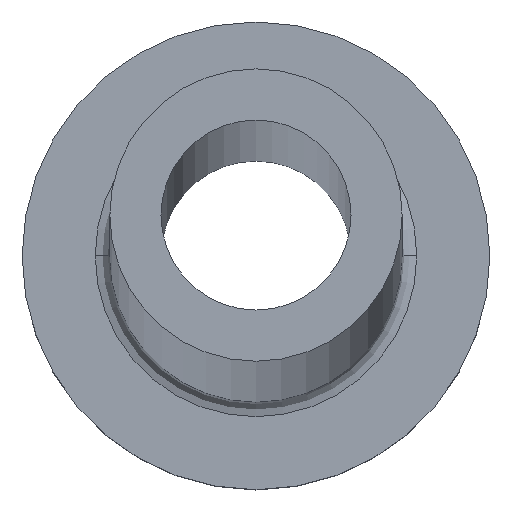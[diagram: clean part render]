
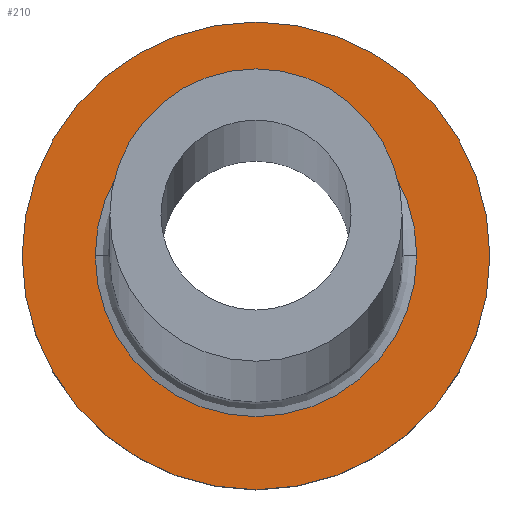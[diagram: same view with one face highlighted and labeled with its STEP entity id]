
A CAD part, top view. The second image highlights one B-rep face of the part: STEP entity #210.
In plain terms, the highlighted planar face has unit normal (0, 0, 1).
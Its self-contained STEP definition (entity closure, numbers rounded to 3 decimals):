
#2 = PLANE ( 'NONE',  #225 ) ;
#34 = EDGE_CURVE ( 'NONE', #69, #264, #199, .T. ) ;
#35 = CARTESIAN_POINT ( 'NONE',  ( 0., 0., 5. ) ) ;
#39 = ORIENTED_EDGE ( 'NONE', *, *, #68, .T. ) ;
#49 = CIRCLE ( 'NONE', #319, 5.5 ) ;
#68 = EDGE_CURVE ( 'NONE', #264, #69, #174, .T. ) ;
#69 = VERTEX_POINT ( 'NONE', #236 ) ;
#88 = DIRECTION ( 'NONE',  ( 1., 0., 0. ) ) ;
#111 = CARTESIAN_POINT ( 'NONE',  ( 0., 0., 5. ) ) ;
#118 = DIRECTION ( 'NONE',  ( 0., 0., 1. ) ) ;
#120 = CARTESIAN_POINT ( 'NONE',  ( 8., 0., 5. ) ) ;
#160 = EDGE_LOOP ( 'NONE', ( #322, #163 ) ) ;
#161 = VERTEX_POINT ( 'NONE', #275 ) ;
#162 = CARTESIAN_POINT ( 'NONE',  ( -5.5, 0., 5. ) ) ;
#163 = ORIENTED_EDGE ( 'NONE', *, *, #348, .T. ) ;
#174 = CIRCLE ( 'NONE', #368, 8. ) ;
#177 = FACE_BOUND ( 'NONE', #160, .T. ) ;
#178 = DIRECTION ( 'NONE',  ( 0., 0., -1. ) ) ;
#184 = EDGE_CURVE ( 'NONE', #161, #284, #49, .T. ) ;
#185 = DIRECTION ( 'NONE',  ( 1., 0., 0. ) ) ;
#199 = CIRCLE ( 'NONE', #317, 8. ) ;
#208 = DIRECTION ( 'NONE',  ( 1., 0., 0. ) ) ;
#210 = ADVANCED_FACE ( 'NONE', ( #177, #214 ), #2, .T. ) ;
#213 = AXIS2_PLACEMENT_3D ( 'NONE', #310, #279, #185 ) ;
#214 = FACE_OUTER_BOUND ( 'NONE', #295, .T. ) ;
#225 = AXIS2_PLACEMENT_3D ( 'NONE', #241, #118, #88 ) ;
#227 = CARTESIAN_POINT ( 'NONE',  ( 0., 0., 5. ) ) ;
#230 = DIRECTION ( 'NONE',  ( 0., 0., 1. ) ) ;
#236 = CARTESIAN_POINT ( 'NONE',  ( -8., 0., 5. ) ) ;
#241 = CARTESIAN_POINT ( 'NONE',  ( 0., 0., 5. ) ) ;
#264 = VERTEX_POINT ( 'NONE', #120 ) ;
#275 = CARTESIAN_POINT ( 'NONE',  ( 5.5, 0., 5. ) ) ;
#278 = ORIENTED_EDGE ( 'NONE', *, *, #34, .T. ) ;
#279 = DIRECTION ( 'NONE',  ( 0., 0., -1. ) ) ;
#282 = CIRCLE ( 'NONE', #213, 5.5 ) ;
#284 = VERTEX_POINT ( 'NONE', #162 ) ;
#295 = EDGE_LOOP ( 'NONE', ( #278, #39 ) ) ;
#310 = CARTESIAN_POINT ( 'NONE',  ( 0., 0., 5. ) ) ;
#315 = DIRECTION ( 'NONE',  ( 1., 0., 0. ) ) ;
#316 = DIRECTION ( 'NONE',  ( 0., 0., 1. ) ) ;
#317 = AXIS2_PLACEMENT_3D ( 'NONE', #227, #316, #315 ) ;
#319 = AXIS2_PLACEMENT_3D ( 'NONE', #35, #178, #208 ) ;
#322 = ORIENTED_EDGE ( 'NONE', *, *, #184, .T. ) ;
#348 = EDGE_CURVE ( 'NONE', #284, #161, #282, .T. ) ;
#350 = DIRECTION ( 'NONE',  ( 1., 0., 0. ) ) ;
#368 = AXIS2_PLACEMENT_3D ( 'NONE', #111, #230, #350 ) ;
